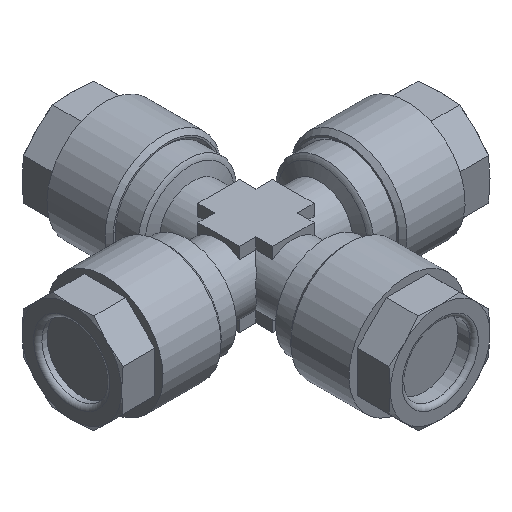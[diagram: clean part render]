
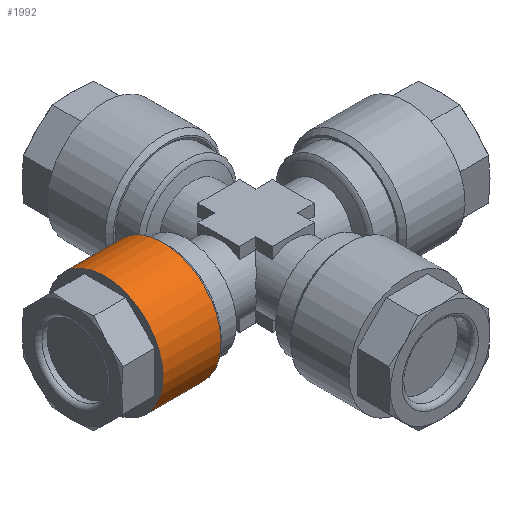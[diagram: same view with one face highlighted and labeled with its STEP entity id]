
A CAD part, isometric view. The second image highlights one B-rep face of the part: STEP entity #1992.
In plain terms, the highlighted cylindrical face has radius 7 mm (diameter 14 mm), a full revolution.
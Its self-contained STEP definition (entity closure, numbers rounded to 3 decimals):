
#429=CYLINDRICAL_SURFACE('',#2160,7.);
#453=FACE_BOUND('',#660,.T.);
#504=FACE_OUTER_BOUND('',#659,.T.);
#659=EDGE_LOOP('',(#1407));
#660=EDGE_LOOP('',(#1408));
#844=CIRCLE('',#2161,7.);
#845=CIRCLE('',#2162,7.);
#934=VERTEX_POINT('',#3030);
#935=VERTEX_POINT('',#3032);
#1122=EDGE_CURVE('',#934,#934,#844,.T.);
#1123=EDGE_CURVE('',#935,#935,#845,.T.);
#1407=ORIENTED_EDGE('',*,*,#1122,.T.);
#1408=ORIENTED_EDGE('',*,*,#1123,.F.);
#1992=ADVANCED_FACE('',(#504,#453),#429,.T.);
#2160=AXIS2_PLACEMENT_3D('',#3029,#2432,#2433);
#2161=AXIS2_PLACEMENT_3D('',#3031,#2434,#2435);
#2162=AXIS2_PLACEMENT_3D('',#3033,#2436,#2437);
#2432=DIRECTION('center_axis',(1.,0.,0.));
#2433=DIRECTION('ref_axis',(0.,-0.383,-0.924));
#2434=DIRECTION('center_axis',(1.,0.,0.));
#2435=DIRECTION('ref_axis',(0.,0.383,0.924));
#2436=DIRECTION('center_axis',(1.,0.,0.));
#2437=DIRECTION('ref_axis',(0.,-0.383,-0.924));
#3029=CARTESIAN_POINT('Origin',(-10.7,0.,0.));
#3030=CARTESIAN_POINT('',(-18.2,-2.679,-6.467));
#3031=CARTESIAN_POINT('Origin',(-18.2,0.,0.));
#3032=CARTESIAN_POINT('',(-11.2,-2.679,-6.467));
#3033=CARTESIAN_POINT('Origin',(-11.2,0.,0.));
